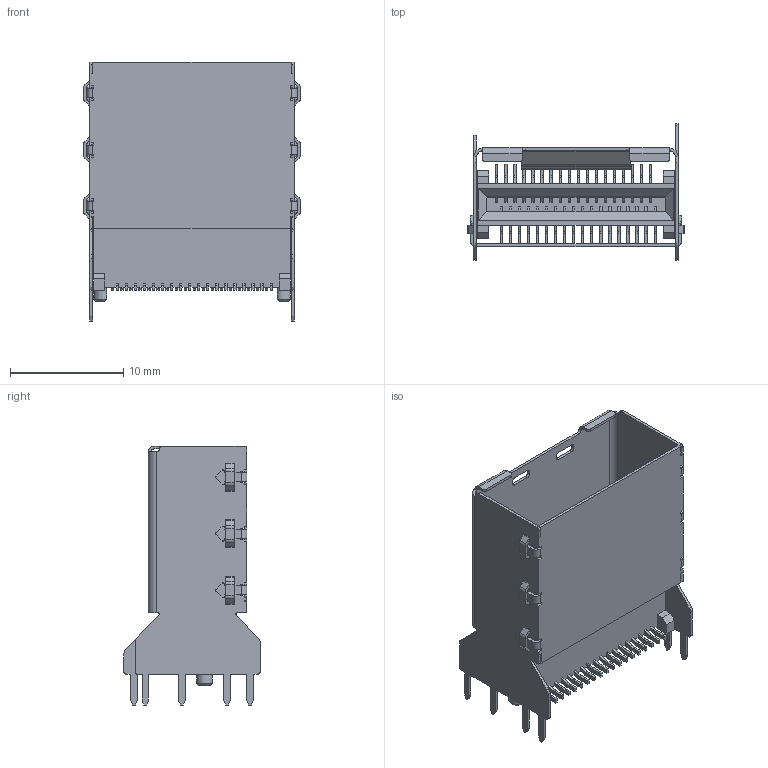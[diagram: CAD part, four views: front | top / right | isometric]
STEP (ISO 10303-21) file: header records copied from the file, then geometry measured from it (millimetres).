
FILE_DESCRIPTION(('FreeCAD Model'),'2;1');
FILE_NAME('Open CASCADE Shape Model','2022-03-26T11:25:30',( 'kicad StepUp'),('ksu MCAD'),'Open CASCADE STEP processor 7.5', 'FreeCAD','Unknown');
FILE_SCHEMA(('AUTOMOTIVE_DESIGN { 1 0 10303 214 1 1 1 1 }'));
Length unit declared in the file: millimetre
Products named in the file (1): SAS-mini_TEConnectivity_1888174_Vertical
Bounding box: 19.16 x 12.07 x 22.98 mm (x, y, z)
Volume: 670.3 mm3; surface area: 2728.4 mm2
Topology: 2 solids, 2 shells, 1157 faces, 3236 edges, 2142 vertices
Faces by surface type: plane 739, cylinder 416, cone 2
Entity records: 37267 total; most frequent: CARTESIAN_POINT 6568, ORIENTED_EDGE 6472, DIRECTION 6380, EDGE_CURVE 3236, LINE 2392, VECTOR 2392, VERTEX_POINT 2142, AXIS2_PLACEMENT_3D 1994
